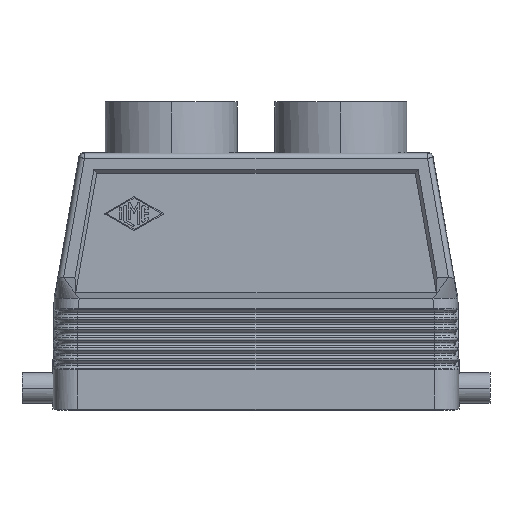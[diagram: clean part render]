
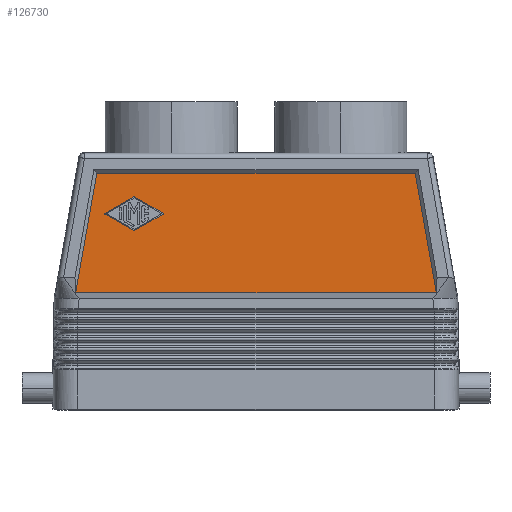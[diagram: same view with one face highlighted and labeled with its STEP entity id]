
A CAD part, front view. The second image highlights one B-rep face of the part: STEP entity #126730.
In plain terms, the highlighted face is planar.
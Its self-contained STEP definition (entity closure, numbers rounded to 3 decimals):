
#125440=CARTESIAN_POINT('',(374.083,-22.843,
34.87));
#125450=VERTEX_POINT('',#125440);
#125480=CARTESIAN_POINT('',(374.083,-26.831,
12.233));
#125490=DIRECTION('',(0.,0.174,0.985));
#125500=VECTOR('',#125490,1.);
#125510=LINE('',#125480,#125500);
#125520=CARTESIAN_POINT('',(374.083,-16.613,
70.233));
#125530=VERTEX_POINT('',#125520);
#125540=EDGE_CURVE('',#125450,#125530,#125510,.T.);
#125730=CARTESIAN_POINT('',(374.083,-12.317,
48.893));
#125740=DIRECTION('',(1.,0.,0.));
#125750=DIRECTION('',(0.,1.,0.));
#125760=AXIS2_PLACEMENT_3D('',#125730,#125740,#125750);
#125770=PLANE('',#125760);
#125780=CARTESIAN_POINT('',(374.083,44.373,
34.87));
#125790=DIRECTION('',(0.,1.,0.));
#125800=VECTOR('',#125790,1.);
#125810=LINE('',#125780,#125800);
#125820=CARTESIAN_POINT('',(374.083,83.656,
34.87));
#125830=VERTEX_POINT('',#125820);
#125840=EDGE_CURVE('',#125450,#125830,#125810,.T.);
#125850=ORIENTED_EDGE('',*,*,#125840,.F.);
#125860=CARTESIAN_POINT('',(374.083,87.644,
12.233));
#125870=DIRECTION('',(0.,-0.174,0.985));
#125880=VECTOR('',#125870,1.);
#125890=LINE('',#125860,#125880);
#125900=CARTESIAN_POINT('',(374.083,77.426,
70.233));
#125910=VERTEX_POINT('',#125900);
#125920=EDGE_CURVE('',#125830,#125910,#125890,.T.);
#125930=ORIENTED_EDGE('',*,*,#125920,.F.);
#125940=CARTESIAN_POINT('',(374.083,44.373,
70.233));
#125950=DIRECTION('',(0.,1.,0.));
#125960=VECTOR('',#125950,1.);
#125970=LINE('',#125940,#125960);
#125980=EDGE_CURVE('',#125530,#125910,#125970,.T.);
#125990=ORIENTED_EDGE('',*,*,#125980,.T.);
#126000=ORIENTED_EDGE('',*,*,#125540,.T.);
#126010=EDGE_LOOP('',(#126000,#125990,#125930,#125850));
#126020=FACE_OUTER_BOUND('',#126010,.T.);
#126030=CARTESIAN_POINT('',(374.083,66.406,
53.566));
#126040=DIRECTION('',(-1.,0.,0.));
#126050=DIRECTION('',(0.,-1.,0.));
#126060=AXIS2_PLACEMENT_3D('',#126030,#126040,#126050);
#126070=CIRCLE('',#126060,0.333);
#126080=CARTESIAN_POINT('',(374.083,66.572,
53.277));
#126090=VERTEX_POINT('',#126080);
#126100=CARTESIAN_POINT('',(374.083,66.241,
53.277));
#126110=VERTEX_POINT('',#126100);
#126120=EDGE_CURVE('',#126090,#126110,#126070,.T.);
#126130=ORIENTED_EDGE('',*,*,#126120,.F.);
#126140=CARTESIAN_POINT('',(374.083,44.373,
65.777));
#126150=DIRECTION('',(0.,-0.868,0.496));
#126160=VECTOR('',#126150,1.);
#126170=LINE('',#126140,#126160);
#126180=CARTESIAN_POINT('',(374.083,57.824,
58.088));
#126190=VERTEX_POINT('',#126180);
#126200=EDGE_CURVE('',#126110,#126190,#126170,.T.);
#126210=ORIENTED_EDGE('',*,*,#126200,.F.);
#126220=CARTESIAN_POINT('',(374.083,57.907,
58.233));
#126230=DIRECTION('',(-1.,0.,0.));
#126240=DIRECTION('',(0.,-1.,0.));
#126250=AXIS2_PLACEMENT_3D('',#126220,#126230,#126240);
#126260=CIRCLE('',#126250,0.167);
#126270=CARTESIAN_POINT('',(374.083,57.824,
58.377));
#126280=VERTEX_POINT('',#126270);
#126290=EDGE_CURVE('',#126190,#126280,#126260,.T.);
#126300=ORIENTED_EDGE('',*,*,#126290,.F.);
#126310=CARTESIAN_POINT('',(374.083,44.373,
50.688));
#126320=DIRECTION('',(0.,0.868,0.496));
#126330=VECTOR('',#126320,1.);
#126340=LINE('',#126310,#126330);
#126350=CARTESIAN_POINT('',(374.083,66.241,
63.188));
#126360=VERTEX_POINT('',#126350);
#126370=EDGE_CURVE('',#126280,#126360,#126340,.T.);
#126380=ORIENTED_EDGE('',*,*,#126370,.F.);
#126390=CARTESIAN_POINT('',(374.083,66.406,
62.899));
#126400=DIRECTION('',(-1.,0.,0.));
#126410=DIRECTION('',(0.,-1.,0.));
#126420=AXIS2_PLACEMENT_3D('',#126390,#126400,#126410);
#126430=CIRCLE('',#126420,0.333);
#126440=CARTESIAN_POINT('',(374.083,66.572,
63.188));
#126450=VERTEX_POINT('',#126440);
#126460=EDGE_CURVE('',#126360,#126450,#126430,.T.);
#126470=ORIENTED_EDGE('',*,*,#126460,.F.);
#126480=CARTESIAN_POINT('',(374.083,44.373,
75.877));
#126490=DIRECTION('',(0.,0.868,-0.496));
#126500=VECTOR('',#126490,1.);
#126510=LINE('',#126480,#126500);
#126520=CARTESIAN_POINT('',(374.083,74.988,
58.377));
#126530=VERTEX_POINT('',#126520);
#126540=EDGE_CURVE('',#126450,#126530,#126510,.T.);
#126550=ORIENTED_EDGE('',*,*,#126540,.F.);
#126560=CARTESIAN_POINT('',(374.083,74.905,
58.233));
#126570=DIRECTION('',(-1.,0.,0.));
#126580=DIRECTION('',(0.,-1.,0.));
#126590=AXIS2_PLACEMENT_3D('',#126560,#126570,#126580);
#126600=CIRCLE('',#126590,0.167);
#126610=CARTESIAN_POINT('',(374.083,74.988,
58.088));
#126620=VERTEX_POINT('',#126610);
#126630=EDGE_CURVE('',#126530,#126620,#126600,.T.);
#126640=ORIENTED_EDGE('',*,*,#126630,.F.);
#126650=CARTESIAN_POINT('',(374.083,44.373,
40.588));
#126660=DIRECTION('',(0.,-0.868,-0.496));
#126670=VECTOR('',#126660,1.);
#126680=LINE('',#126650,#126670);
#126690=EDGE_CURVE('',#126620,#126090,#126680,.T.);
#126700=ORIENTED_EDGE('',*,*,#126690,.F.);
#126710=EDGE_LOOP('',(#126700,#126640,#126550,#126470,#126380,#126300,
#126210,#126130));
#126720=FACE_BOUND('',#126710,.T.);
#126730=ADVANCED_FACE('',(#126020,#126720),#125770,.F.);
